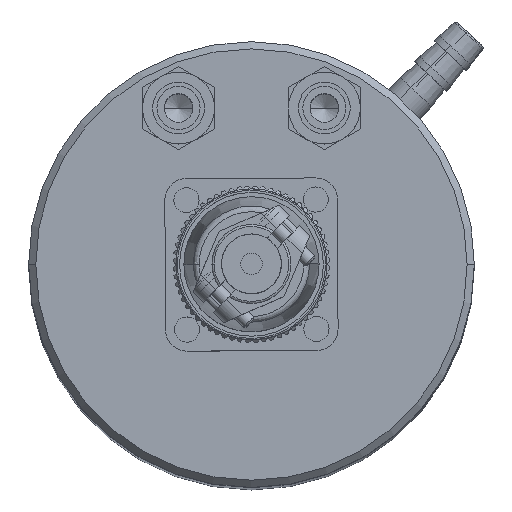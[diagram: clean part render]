
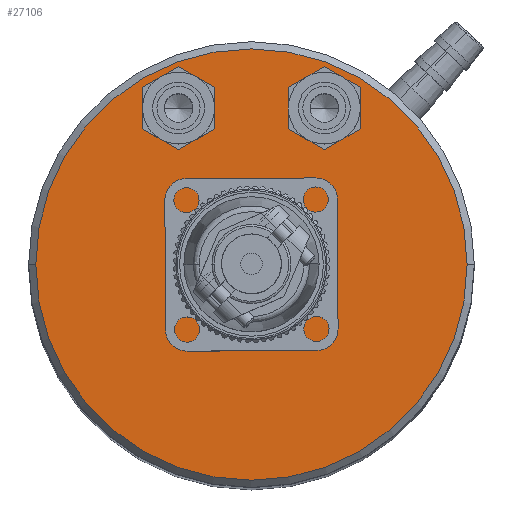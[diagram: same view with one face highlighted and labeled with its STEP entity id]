
A CAD part, top view. The second image highlights one B-rep face of the part: STEP entity #27106.
In plain terms, the highlighted planar face has unit normal (0, 0, 1).
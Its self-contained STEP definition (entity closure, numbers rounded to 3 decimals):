
#2213 = CARTESIAN_POINT ( 'NONE',  ( -30., 0., 26.5 ) ) ;
#5156 = AXIS2_PLACEMENT_3D ( 'NONE', #51699, #19112, #10868 ) ;
#5935 = DIRECTION ( 'NONE',  ( 0., 0., -1. ) ) ;
#7062 = CARTESIAN_POINT ( 'NONE',  ( -6.743, 21.751, 26.5 ) ) ;
#7169 = CARTESIAN_POINT ( 'NONE',  ( 0., 0., 26.5 ) ) ;
#7199 = VERTEX_POINT ( 'NONE', #34426 ) ;
#8324 = DIRECTION ( 'NONE',  ( 0., 0., 1. ) ) ;
#8871 = CIRCLE ( 'NONE', #37524, 30. ) ;
#9854 = FACE_OUTER_BOUND ( 'NONE', #26666, .T. ) ;
#10868 = DIRECTION ( 'NONE',  ( 1., 0., 0. ) ) ;
#11223 = DIRECTION ( 'NONE',  ( 0., 0., -1. ) ) ;
#11490 = VERTEX_POINT ( 'NONE', #44021 ) ;
#13119 = DIRECTION ( 'NONE',  ( 1., 0., 0. ) ) ;
#13198 = DIRECTION ( 'NONE',  ( 0., 0., -1. ) ) ;
#14297 = ORIENTED_EDGE ( 'NONE', *, *, #41017, .T. ) ;
#14928 = CARTESIAN_POINT ( 'NONE',  ( 6.743, 21.751, 26.5 ) ) ;
#15229 = AXIS2_PLACEMENT_3D ( 'NONE', #20471, #8324, #16879 ) ;
#15548 = VERTEX_POINT ( 'NONE', #50089 ) ;
#15950 = VERTEX_POINT ( 'NONE', #7062 ) ;
#16879 = DIRECTION ( 'NONE',  ( 1., 0., 0. ) ) ;
#17806 = AXIS2_PLACEMENT_3D ( 'NONE', #19129, #11223, #18779 ) ;
#18414 = EDGE_CURVE ( 'NONE', #43176, #15548, #26319, .T. ) ;
#18779 = DIRECTION ( 'NONE',  ( -1., 0., 0. ) ) ;
#19112 = DIRECTION ( 'NONE',  ( 0., 0., -1. ) ) ;
#19129 = CARTESIAN_POINT ( 'NONE',  ( 0., 0., 26.5 ) ) ;
#20471 = CARTESIAN_POINT ( 'NONE',  ( 0., 0., 26.5 ) ) ;
#21033 = EDGE_CURVE ( 'NONE', #15950, #7199, #39742, .T. ) ;
#23294 = EDGE_LOOP ( 'NONE', ( #36016, #47784 ) ) ;
#24339 = AXIS2_PLACEMENT_3D ( 'NONE', #34887, #13198, #46824 ) ;
#26319 = CIRCLE ( 'NONE', #42582, 3.4 ) ;
#26666 = EDGE_LOOP ( 'NONE', ( #42738, #38585 ) ) ;
#27045 = FACE_BOUND ( 'NONE', #23294, .T. ) ;
#27089 = DIRECTION ( 'NONE',  ( -1., 0., 0. ) ) ;
#27106 = ADVANCED_FACE ( 'NONE', ( #9854, #28955, #27045 ), #41022, .T. ) ;
#27402 = CIRCLE ( 'NONE', #5156, 3.4 ) ;
#28955 = FACE_BOUND ( 'NONE', #40054, .T. ) ;
#28974 = CIRCLE ( 'NONE', #48553, 3.4 ) ;
#29440 = EDGE_CURVE ( 'NONE', #11490, #33872, #37461, .T. ) ;
#33872 = VERTEX_POINT ( 'NONE', #2213 ) ;
#34426 = CARTESIAN_POINT ( 'NONE',  ( -13.543, 21.751, 26.5 ) ) ;
#34429 = DIRECTION ( 'NONE',  ( 1., 0., 0. ) ) ;
#34773 = CARTESIAN_POINT ( 'NONE',  ( -10.143, 21.751, 26.5 ) ) ;
#34887 = CARTESIAN_POINT ( 'NONE',  ( -10.143, 21.751, 26.5 ) ) ;
#35378 = EDGE_CURVE ( 'NONE', #33872, #11490, #8871, .T. ) ;
#35620 = DIRECTION ( 'NONE',  ( 0., 0., -1. ) ) ;
#35643 = ORIENTED_EDGE ( 'NONE', *, *, #18414, .T. ) ;
#36016 = ORIENTED_EDGE ( 'NONE', *, *, #21033, .T. ) ;
#37461 = CIRCLE ( 'NONE', #17806, 30. ) ;
#37524 = AXIS2_PLACEMENT_3D ( 'NONE', #7169, #35620, #27089 ) ;
#38585 = ORIENTED_EDGE ( 'NONE', *, *, #29440, .F. ) ;
#38807 = DIRECTION ( 'NONE',  ( 0., 0., -1. ) ) ;
#39742 = CIRCLE ( 'NONE', #24339, 3.4 ) ;
#40054 = EDGE_LOOP ( 'NONE', ( #14297, #35643 ) ) ;
#41017 = EDGE_CURVE ( 'NONE', #15548, #43176, #27402, .T. ) ;
#41022 = PLANE ( 'NONE',  #15229 ) ;
#42582 = AXIS2_PLACEMENT_3D ( 'NONE', #45952, #38807, #13119 ) ;
#42622 = EDGE_CURVE ( 'NONE', #7199, #15950, #28974, .T. ) ;
#42738 = ORIENTED_EDGE ( 'NONE', *, *, #35378, .F. ) ;
#43176 = VERTEX_POINT ( 'NONE', #14928 ) ;
#44021 = CARTESIAN_POINT ( 'NONE',  ( 30., 0., 26.5 ) ) ;
#45952 = CARTESIAN_POINT ( 'NONE',  ( 10.143, 21.751, 26.5 ) ) ;
#46824 = DIRECTION ( 'NONE',  ( 1., 0., 0. ) ) ;
#47784 = ORIENTED_EDGE ( 'NONE', *, *, #42622, .T. ) ;
#48553 = AXIS2_PLACEMENT_3D ( 'NONE', #34773, #5935, #34429 ) ;
#50089 = CARTESIAN_POINT ( 'NONE',  ( 13.543, 21.751, 26.5 ) ) ;
#51699 = CARTESIAN_POINT ( 'NONE',  ( 10.143, 21.751, 26.5 ) ) ;
